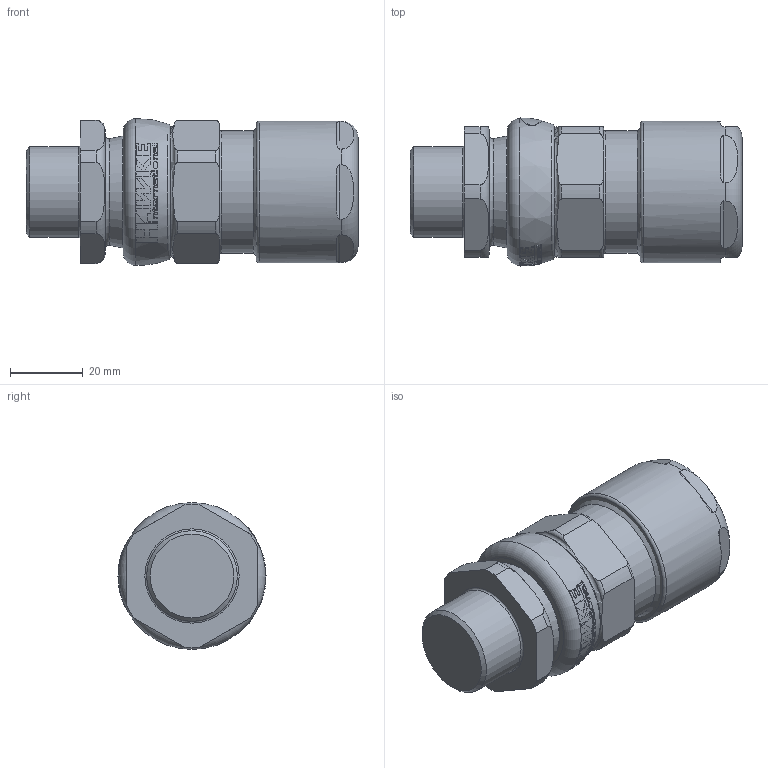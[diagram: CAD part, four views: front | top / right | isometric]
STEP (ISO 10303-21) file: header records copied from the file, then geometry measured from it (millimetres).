
FILE_DESCRIPTION(/* description */ (''),/* implementation_level */ '2;1');
FILE_NAME(/* name */ '753_X B.stp',/* time_stamp */ '2019-08-05T10:33:07+05:00',/* author */ ('vinaykumark'),/* organization */ (''),/* preprocessor_version */ 'ST-DEVELOPER v16.13',/* originating_system */ 'Autodesk Inventor 2018',/* authorisation */ '');
FILE_SCHEMA (('AUTOMOTIVE_DESIGN { 1 0 10303 214 3 1 1 }'));
Length unit declared in the file: millimetre
Products named in the file (1): 753_X A
Bounding box: 91.52 x 40.8 x 40.5 mm (x, y, z)
Surface area: 41775.8 mm2
Topology: 10 solids, 10 shells, 787 faces, 2067 edges, 1353 vertices
Faces by surface type: plane 291, bspline 158, torus 153, cylinder 106, cone 79
Full cylindrical faces by diameter (mm): 19.8 x1, 20.2 x1, 23.5 x1, 23.8 x1, 25 x1, 25.9 x1, 26.2 x1, 26.6 x1, 29.1 x1, 29.3 x1, 29.8 x1, 30.2 x1, 30.3 x1, 30.5 x3, 31.2 x1, 33.24 x1, 33.52 x1, 33.72 x1, 34.6 x1, 35.65 x1, 36 x1, 39 x1
Entity records: 28974 total; most frequent: CARTESIAN_POINT 10106, ORIENTED_EDGE 3916, DIRECTION 3418, EDGE_CURVE 1958, AXIS2_PLACEMENT_3D 1386, VERTEX_POINT 1344, EDGE_LOOP 944, STYLED_ITEM 797
